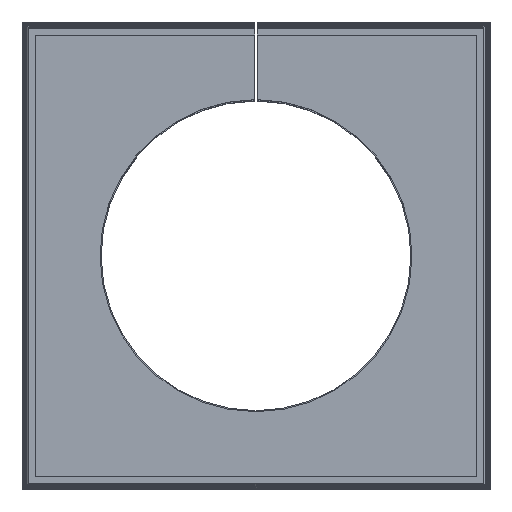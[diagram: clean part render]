
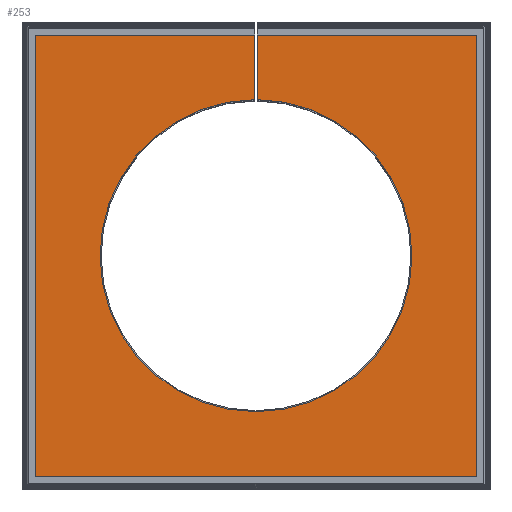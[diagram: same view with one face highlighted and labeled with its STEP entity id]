
A CAD part, top view. The second image highlights one B-rep face of the part: STEP entity #253.
In plain terms, the highlighted planar face has unit normal (0, 0, 1).
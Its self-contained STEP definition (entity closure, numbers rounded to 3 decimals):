
#60=CIRCLE('',#2131,14.);
#253=ADVANCED_FACE('',(#448),#350,.T.);
#350=PLANE('',#2132);
#448=FACE_OUTER_BOUND('',#568,.T.);
#568=EDGE_LOOP('',(#1001,#1002,#1003,#1004,#1005,#1006,#1007,#1008));
#1001=ORIENTED_EDGE('',*,*,#1574,.F.);
#1002=ORIENTED_EDGE('',*,*,#1575,.T.);
#1003=ORIENTED_EDGE('',*,*,#1576,.T.);
#1004=ORIENTED_EDGE('',*,*,#1577,.T.);
#1005=ORIENTED_EDGE('',*,*,#1578,.T.);
#1006=ORIENTED_EDGE('',*,*,#1381,.T.);
#1007=ORIENTED_EDGE('',*,*,#1579,.T.);
#1008=ORIENTED_EDGE('',*,*,#1580,.F.);
#1191=VERTEX_POINT('',#2679);
#1193=VERTEX_POINT('',#2682);
#1313=VERTEX_POINT('',#3664);
#1314=VERTEX_POINT('',#3665);
#1315=VERTEX_POINT('',#3667);
#1316=VERTEX_POINT('',#3669);
#1317=VERTEX_POINT('',#3671);
#1318=VERTEX_POINT('',#3674);
#1381=EDGE_CURVE('',#1193,#1191,#1667,.T.);
#1574=EDGE_CURVE('',#1313,#1314,#1797,.T.);
#1575=EDGE_CURVE('',#1313,#1315,#1798,.T.);
#1576=EDGE_CURVE('',#1315,#1316,#1799,.T.);
#1577=EDGE_CURVE('',#1316,#1317,#1800,.T.);
#1578=EDGE_CURVE('',#1317,#1193,#1801,.T.);
#1579=EDGE_CURVE('',#1191,#1318,#1802,.T.);
#1580=EDGE_CURVE('',#1314,#1318,#60,.T.);
#1667=LINE('',#2681,#1869);
#1797=LINE('',#3663,#2012);
#1798=LINE('',#3666,#2013);
#1799=LINE('',#3668,#2014);
#1800=LINE('',#3670,#2015);
#1801=LINE('',#3672,#2016);
#1802=LINE('',#3673,#2017);
#1869=VECTOR('',#2217,1.);
#2012=VECTOR('',#2496,1.);
#2013=VECTOR('',#2497,1.);
#2014=VECTOR('',#2498,1.);
#2015=VECTOR('',#2499,1.);
#2016=VECTOR('',#2500,1.);
#2017=VECTOR('',#2501,1.);
#2131=AXIS2_PLACEMENT_3D('',#3675,#2502,#2503);
#2132=AXIS2_PLACEMENT_3D('',#3676,#2504,#2505);
#2217=DIRECTION('',(-1.,0.,0.));
#2496=DIRECTION('',(0.,-1.,0.));
#2497=DIRECTION('',(-1.,0.,0.));
#2498=DIRECTION('',(0.,-1.,0.));
#2499=DIRECTION('',(1.,0.,0.));
#2500=DIRECTION('',(0.,1.,0.));
#2501=DIRECTION('',(0.,-1.,0.));
#2502=DIRECTION('',(0.,0.,1.));
#2503=DIRECTION('',(1.,0.,0.));
#2504=DIRECTION('',(0.,0.,1.));
#2505=DIRECTION('',(-1.,0.,0.));
#2679=CARTESIAN_POINT('',(0.1,19.8,17.7));
#2681=CARTESIAN_POINT('',(19.8,19.8,17.7));
#2682=CARTESIAN_POINT('',(19.8,19.8,17.7));
#3663=CARTESIAN_POINT('',(-0.1,0.,17.7));
#3664=CARTESIAN_POINT('',(-0.1,19.8,17.7));
#3665=CARTESIAN_POINT('',(-0.1,14.,17.7));
#3666=CARTESIAN_POINT('',(19.8,19.8,17.7));
#3667=CARTESIAN_POINT('',(-19.8,19.8,17.7));
#3668=CARTESIAN_POINT('',(-19.8,19.8,17.7));
#3669=CARTESIAN_POINT('',(-19.8,-19.8,17.7));
#3670=CARTESIAN_POINT('',(-19.8,-19.8,17.7));
#3671=CARTESIAN_POINT('',(19.8,-19.8,17.7));
#3672=CARTESIAN_POINT('',(19.8,-19.8,17.7));
#3673=CARTESIAN_POINT('',(0.1,0.,17.7));
#3674=CARTESIAN_POINT('',(0.1,14.,17.7));
#3675=CARTESIAN_POINT('',(0.,0.,17.7));
#3676=CARTESIAN_POINT('',(0.,0.,17.7));
